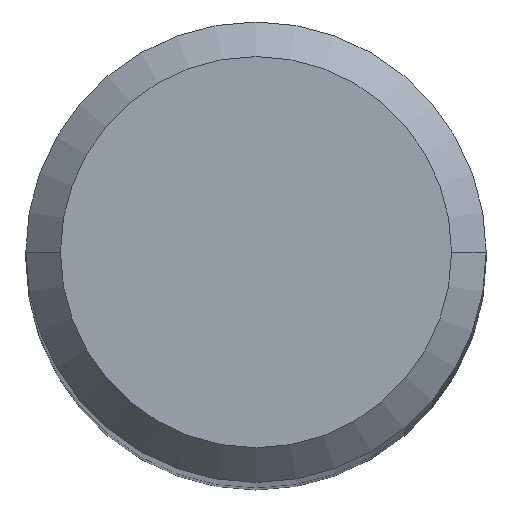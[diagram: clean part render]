
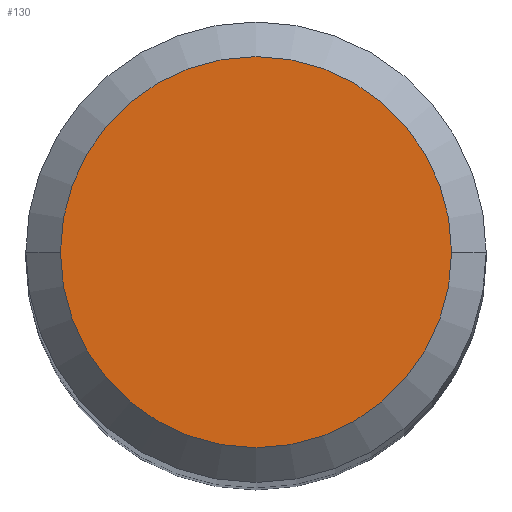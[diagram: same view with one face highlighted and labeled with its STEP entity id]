
A CAD part, top view. The second image highlights one B-rep face of the part: STEP entity #130.
In plain terms, the highlighted planar face has unit normal (0, 0, 1).
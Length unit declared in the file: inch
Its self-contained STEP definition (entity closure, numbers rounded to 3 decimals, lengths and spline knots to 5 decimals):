
#15 = DIRECTION ( 'NONE',  ( 0., 0., 1. ) ) ;
#43 = VERTEX_POINT ( 'NONE', #195 ) ;
#53 = DIRECTION ( 'NONE',  ( -1., 0., 0. ) ) ;
#70 = CIRCLE ( 'NONE', #326, 0.1128 ) ;
#71 = CARTESIAN_POINT ( 'NONE',  ( 0.1128, 0., 0. ) ) ;
#72 = DIRECTION ( 'NONE',  ( 1., 0., 0. ) ) ;
#97 = AXIS2_PLACEMENT_3D ( 'NONE', #201, #281, #53 ) ;
#121 = AXIS2_PLACEMENT_3D ( 'NONE', #337, #224, #72 ) ;
#129 = VERTEX_POINT ( 'NONE', #71 ) ;
#130 = ADVANCED_FACE ( 'NONE', ( #164 ), #135, .F. ) ;
#135 = PLANE ( 'NONE',  #97 ) ;
#139 = DIRECTION ( 'NONE',  ( 1., 0., 0. ) ) ;
#164 = FACE_OUTER_BOUND ( 'NONE', #385, .T. ) ;
#192 = CARTESIAN_POINT ( 'NONE',  ( 0., 0., 0. ) ) ;
#195 = CARTESIAN_POINT ( 'NONE',  ( -0.1128, 0., 0. ) ) ;
#201 = CARTESIAN_POINT ( 'NONE',  ( 0., 0.1128, 0. ) ) ;
#208 = ORIENTED_EDGE ( 'NONE', *, *, #240, .T. ) ;
#224 = DIRECTION ( 'NONE',  ( 0., 0., 1. ) ) ;
#240 = EDGE_CURVE ( 'NONE', #129, #43, #70, .T. ) ;
#244 = ORIENTED_EDGE ( 'NONE', *, *, #320, .T. ) ;
#281 = DIRECTION ( 'NONE',  ( 0., 0., -1. ) ) ;
#320 = EDGE_CURVE ( 'NONE', #43, #129, #368, .T. ) ;
#326 = AXIS2_PLACEMENT_3D ( 'NONE', #192, #15, #139 ) ;
#337 = CARTESIAN_POINT ( 'NONE',  ( 0., 0., 0. ) ) ;
#368 = CIRCLE ( 'NONE', #121, 0.1128 ) ;
#385 = EDGE_LOOP ( 'NONE', ( #244, #208 ) ) ;
